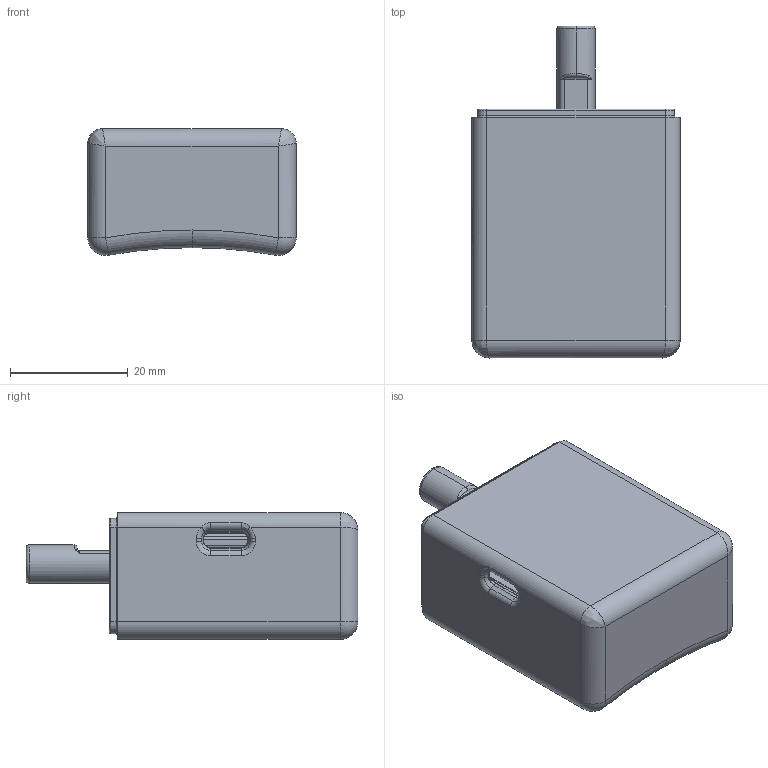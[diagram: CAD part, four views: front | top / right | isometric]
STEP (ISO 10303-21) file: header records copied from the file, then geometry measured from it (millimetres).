
FILE_DESCRIPTION (( 'STEP AP203' ), '1' );
FILE_NAME ('RileyLink Case - Bottom_r11.STEP', '2017-06-22T06:12:12', ( '' ), ( '' ), 'SwSTEP 2.0', 'SolidWorks 2016', '' );
FILE_SCHEMA (( 'CONFIG_CONTROL_DESIGN' ));
Length unit declared in the file: millimetre
Products named in the file (1): RileyLink Case - Bottom_r11
Bounding box: 35.3 x 56.25 x 21.52 mm (x, y, z)
Volume: 12874.8 mm3; surface area: 11809.9 mm2
Topology: 1 solids, 2 shells, 346 faces, 840 edges, 485 vertices
Faces by surface type: cylinder 164, torus 84, plane 46, bspline 28, cone 16, sphere 8
Entity records: 18434 total; most frequent: CARTESIAN_POINT 10559, DIRECTION 1665, ORIENTED_EDGE 1652, EDGE_CURVE 826, AXIS2_PLACEMENT_3D 689, VERTEX_POINT 485, CIRCLE 370, EDGE_LOOP 349
